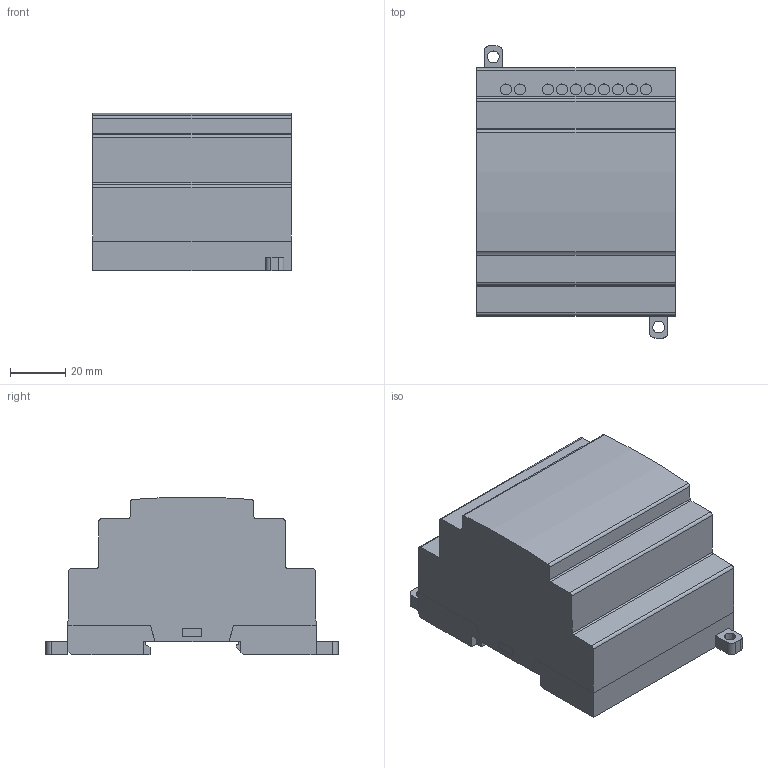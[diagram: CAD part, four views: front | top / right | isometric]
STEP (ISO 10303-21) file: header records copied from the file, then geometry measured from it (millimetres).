
FILE_DESCRIPTION((''),'2;1');
FILE_NAME('3d_LRX1V3D024.stp','2012-10-10T14:15:51',(''),(''),'Mechanical Desktop 2011','Mechanical Desktop 2011',', , ');
FILE_SCHEMA(('CONFIG_CONTROL_DESIGN'));
Length unit declared in the file: millimetre
Products named in the file (1): Product
Bounding box: 72 x 106 x 57.2 mm (x, y, z)
Volume: 303173.3 mm3; surface area: 41073.9 mm2
Topology: 7 solids, 7 shells, 118 faces, 293 edges, 200 vertices
Faces by surface type: plane 73, cylinder 35, bspline 10
Entity records: 3684 total; most frequent: CARTESIAN_POINT 698, DIRECTION 603, ORIENTED_EDGE 586, EDGE_CURVE 293, AXIS2_PLACEMENT_3D 201, VECTOR 201, LINE 201, VERTEX_POINT 200
